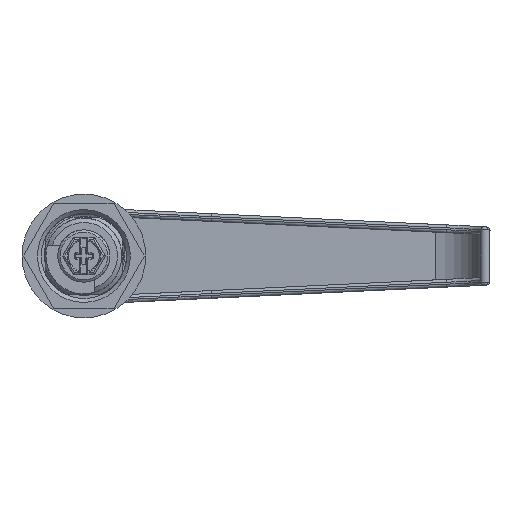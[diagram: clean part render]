
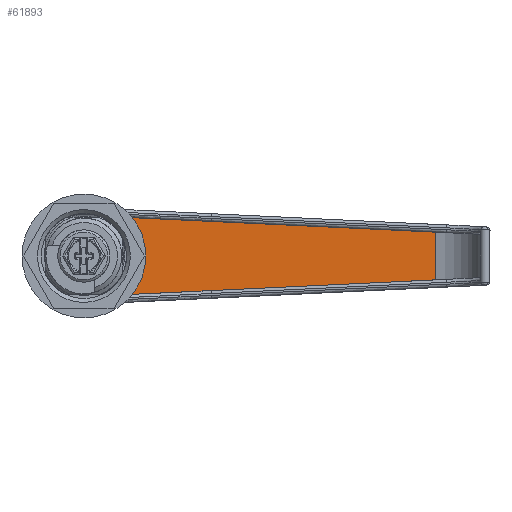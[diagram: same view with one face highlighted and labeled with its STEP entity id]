
A CAD part, left-side view. The second image highlights one B-rep face of the part: STEP entity #61893.
In plain terms, the highlighted face is planar.
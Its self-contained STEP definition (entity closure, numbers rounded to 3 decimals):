
#10922=FACE_OUTER_BOUND('',#14608,.T.);
#14608=EDGE_LOOP('',(#51936,#51937,#51938,#51939));
#16393=CIRCLE('',#69406,14.5);
#18870=LINE('',#111096,#22320);
#18871=LINE('',#111227,#22321);
#18873=LINE('',#111317,#22323);
#22320=VECTOR('',#84799,12.333);
#22321=VECTOR('',#84806,80.602);
#22323=VECTOR('',#84810,80.602);
#27563=VERTEX_POINT('',#111093);
#27564=VERTEX_POINT('',#111095);
#27568=VERTEX_POINT('',#111226);
#27570=VERTEX_POINT('',#111316);
#36044=EDGE_CURVE('',#27563,#27564,#18870,.T.);
#36050=EDGE_CURVE('',#27564,#27568,#18871,.T.);
#36054=EDGE_CURVE('',#27570,#27563,#18873,.T.);
#36055=EDGE_CURVE('',#27568,#27570,#16393,.T.);
#51936=ORIENTED_EDGE('',*,*,#36044,.F.);
#51937=ORIENTED_EDGE('',*,*,#36054,.F.);
#51938=ORIENTED_EDGE('',*,*,#36055,.F.);
#51939=ORIENTED_EDGE('',*,*,#36050,.F.);
#59295=PLANE('',#69405);
#61893=ADVANCED_FACE('',(#10922),#59295,.F.);
#69405=AXIS2_PLACEMENT_3D('',#111315,#84808,#84809);
#69406=AXIS2_PLACEMENT_3D('',#111318,#84811,#84812);
#84799=DIRECTION('',(0.,0.,1.));
#84806=DIRECTION('',(0.999,0.,0.048));
#84808=DIRECTION('center_axis',(0.,1.,0.));
#84809=DIRECTION('ref_axis',(0.,0.,-1.));
#84810=DIRECTION('',(-0.999,0.,0.048));
#84811=DIRECTION('center_axis',(0.,-1.,0.));
#84812=DIRECTION('ref_axis',(-0.723,0.,0.69));
#111093=CARTESIAN_POINT('',(-91.,-2.,-6.166));
#111095=CARTESIAN_POINT('',(-91.,-2.,6.166));
#111096=CARTESIAN_POINT('',(-91.,-2.,-6.166));
#111226=CARTESIAN_POINT('',(-10.489,-2.,10.011));
#111227=CARTESIAN_POINT('',(-91.,-2.,6.166));
#111315=CARTESIAN_POINT('Origin',(0.,-2.,0.));
#111316=CARTESIAN_POINT('',(-10.489,-2.,-10.011));
#111317=CARTESIAN_POINT('',(-10.489,-2.,-10.011));
#111318=CARTESIAN_POINT('Origin',(0.,-2.,0.));
